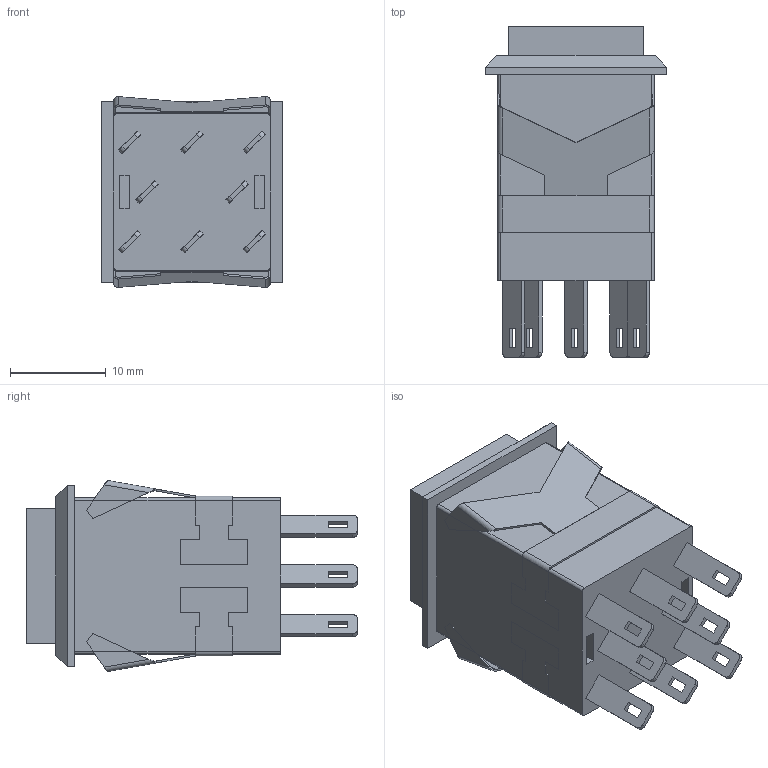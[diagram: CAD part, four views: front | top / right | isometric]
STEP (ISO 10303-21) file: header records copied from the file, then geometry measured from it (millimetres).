
FILE_DESCRIPTION (( 'STEP AP214' ), '1' );
FILE_NAME ('User Library-AsmPushButton-KD2-21BBR.STEP', '2024-07-16T14:49:26', ( '' ), ( '' ), 'SwSTEP 2.0', 'SolidWorks 2022', '' );
FILE_SCHEMA (( 'AUTOMOTIVE_DESIGN' ));
Length unit declared in the file: millimetre
Products named in the file (4): AsmPushButton-KD2-21BBR.STEP; User Library-AsmPushButton-KD2-21BBR; clip.STEP; pushbutton KD2.STEP
Assembly tree (4 placements, depth 3):
  User Library-AsmPushButton-KD2-21BBR
    AsmPushButton-KD2-21BBR.STEP
      pushbutton KD2.STEP
      clip.STEP  x2
Bounding box: 19 x 34.5 x 19.92 mm (x, y, z)
Volume: 7222.8 mm3; surface area: 5894.1 mm2
Topology: 27 solids, 27 shells, 474 faces, 1158 edges, 744 vertices
Faces by surface type: plane 390, cylinder 72, bspline 12
Entity records: 12206 total; most frequent: CARTESIAN_POINT 2160, ORIENTED_EDGE 1982, DIRECTION 1895, EDGE_CURVE 991, VECTOR 853, LINE 853, VERTEX_POINT 646, AXIS2_PLACEMENT_3D 521
